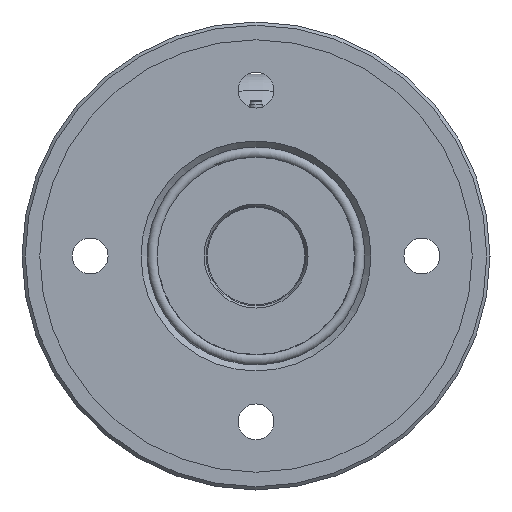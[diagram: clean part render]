
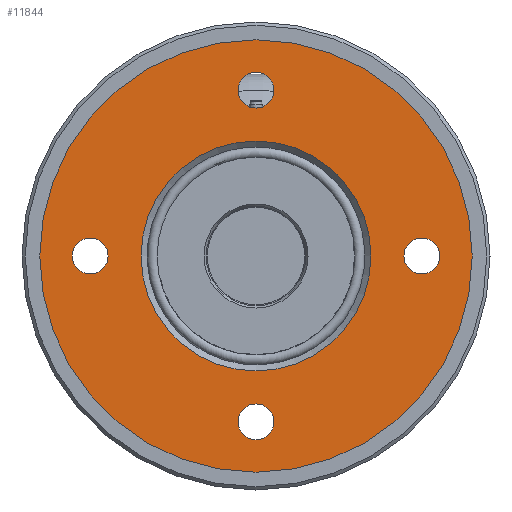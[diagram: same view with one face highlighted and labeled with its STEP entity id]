
A CAD part, left-side view. The second image highlights one B-rep face of the part: STEP entity #11844.
In plain terms, the highlighted planar face has unit normal (-1, 0, 0).
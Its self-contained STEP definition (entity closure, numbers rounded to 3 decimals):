
#967=FACE_BOUND('',#3644,.T.);
#968=FACE_BOUND('',#3645,.T.);
#969=FACE_BOUND('',#3646,.T.);
#970=FACE_BOUND('',#3647,.T.);
#971=FACE_BOUND('',#3648,.T.);
#1141=PLANE('',#12787);
#2903=FACE_OUTER_BOUND('',#3643,.T.);
#3643=EDGE_LOOP('',(#8816,#8817));
#3644=EDGE_LOOP('',(#8818,#8819));
#3645=EDGE_LOOP('',(#8820,#8821));
#3646=EDGE_LOOP('',(#8822,#8823));
#3647=EDGE_LOOP('',(#8824,#8825));
#3648=EDGE_LOOP('',(#8826,#8827));
#4413=CIRCLE('',#12788,105.6);
#4414=CIRCLE('',#12789,105.6);
#4415=CIRCLE('',#12790,56.172);
#4416=CIRCLE('',#12791,56.172);
#4417=CIRCLE('',#12792,8.75);
#4418=CIRCLE('',#12793,8.75);
#4419=CIRCLE('',#12794,8.75);
#4420=CIRCLE('',#12795,8.75);
#4421=CIRCLE('',#12796,8.75);
#4422=CIRCLE('',#12797,8.75);
#4423=CIRCLE('',#12798,8.75);
#4424=CIRCLE('',#12799,8.75);
#5069=VERTEX_POINT('',#19188);
#5070=VERTEX_POINT('',#19189);
#5071=VERTEX_POINT('',#19192);
#5072=VERTEX_POINT('',#19193);
#5073=VERTEX_POINT('',#19196);
#5074=VERTEX_POINT('',#19197);
#5075=VERTEX_POINT('',#19200);
#5076=VERTEX_POINT('',#19201);
#5077=VERTEX_POINT('',#19204);
#5078=VERTEX_POINT('',#19205);
#5079=VERTEX_POINT('',#19208);
#5080=VERTEX_POINT('',#19209);
#6457=EDGE_CURVE('',#5069,#5070,#4413,.T.);
#6458=EDGE_CURVE('',#5070,#5069,#4414,.T.);
#6459=EDGE_CURVE('',#5071,#5072,#4415,.T.);
#6460=EDGE_CURVE('',#5072,#5071,#4416,.T.);
#6461=EDGE_CURVE('',#5073,#5074,#4417,.T.);
#6462=EDGE_CURVE('',#5074,#5073,#4418,.T.);
#6463=EDGE_CURVE('',#5075,#5076,#4419,.T.);
#6464=EDGE_CURVE('',#5076,#5075,#4420,.T.);
#6465=EDGE_CURVE('',#5077,#5078,#4421,.T.);
#6466=EDGE_CURVE('',#5078,#5077,#4422,.T.);
#6467=EDGE_CURVE('',#5079,#5080,#4423,.T.);
#6468=EDGE_CURVE('',#5080,#5079,#4424,.T.);
#8816=ORIENTED_EDGE('',*,*,#6457,.T.);
#8817=ORIENTED_EDGE('',*,*,#6458,.T.);
#8818=ORIENTED_EDGE('',*,*,#6459,.T.);
#8819=ORIENTED_EDGE('',*,*,#6460,.T.);
#8820=ORIENTED_EDGE('',*,*,#6461,.T.);
#8821=ORIENTED_EDGE('',*,*,#6462,.T.);
#8822=ORIENTED_EDGE('',*,*,#6463,.T.);
#8823=ORIENTED_EDGE('',*,*,#6464,.T.);
#8824=ORIENTED_EDGE('',*,*,#6465,.T.);
#8825=ORIENTED_EDGE('',*,*,#6466,.T.);
#8826=ORIENTED_EDGE('',*,*,#6467,.T.);
#8827=ORIENTED_EDGE('',*,*,#6468,.T.);
#11844=ADVANCED_FACE('',(#2903,#967,#968,#969,#970,#971),#1141,.T.);
#12787=AXIS2_PLACEMENT_3D('',#19187,#14698,#14699);
#12788=AXIS2_PLACEMENT_3D('',#19190,#14700,#14701);
#12789=AXIS2_PLACEMENT_3D('',#19191,#14702,#14703);
#12790=AXIS2_PLACEMENT_3D('',#19194,#14704,#14705);
#12791=AXIS2_PLACEMENT_3D('',#19195,#14706,#14707);
#12792=AXIS2_PLACEMENT_3D('',#19198,#14708,#14709);
#12793=AXIS2_PLACEMENT_3D('',#19199,#14710,#14711);
#12794=AXIS2_PLACEMENT_3D('',#19202,#14712,#14713);
#12795=AXIS2_PLACEMENT_3D('',#19203,#14714,#14715);
#12796=AXIS2_PLACEMENT_3D('',#19206,#14716,#14717);
#12797=AXIS2_PLACEMENT_3D('',#19207,#14718,#14719);
#12798=AXIS2_PLACEMENT_3D('',#19210,#14720,#14721);
#12799=AXIS2_PLACEMENT_3D('',#19211,#14722,#14723);
#14698=DIRECTION('center_axis',(-1.,0.,0.));
#14699=DIRECTION('ref_axis',(0.,-1.,0.));
#14700=DIRECTION('center_axis',(-1.,0.,0.));
#14701=DIRECTION('ref_axis',(0.,-1.,0.));
#14702=DIRECTION('center_axis',(-1.,0.,0.));
#14703=DIRECTION('ref_axis',(0.,-1.,0.));
#14704=DIRECTION('center_axis',(1.,0.,0.));
#14705=DIRECTION('ref_axis',(0.,0.,1.));
#14706=DIRECTION('center_axis',(1.,0.,0.));
#14707=DIRECTION('ref_axis',(0.,0.,1.));
#14708=DIRECTION('center_axis',(1.,0.,0.));
#14709=DIRECTION('ref_axis',(0.,0.,1.));
#14710=DIRECTION('center_axis',(1.,0.,0.));
#14711=DIRECTION('ref_axis',(0.,0.,1.));
#14712=DIRECTION('center_axis',(1.,0.,0.));
#14713=DIRECTION('ref_axis',(0.,0.,1.));
#14714=DIRECTION('center_axis',(1.,0.,0.));
#14715=DIRECTION('ref_axis',(0.,0.,1.));
#14716=DIRECTION('center_axis',(1.,0.,0.));
#14717=DIRECTION('ref_axis',(0.,0.,1.));
#14718=DIRECTION('center_axis',(1.,0.,0.));
#14719=DIRECTION('ref_axis',(0.,0.,1.));
#14720=DIRECTION('center_axis',(1.,0.,0.));
#14721=DIRECTION('ref_axis',(0.,0.,1.));
#14722=DIRECTION('center_axis',(1.,0.,0.));
#14723=DIRECTION('ref_axis',(0.,0.,1.));
#19187=CARTESIAN_POINT('Origin',(6.35,0.,0.));
#19188=CARTESIAN_POINT('',(6.35,-105.6,0.));
#19189=CARTESIAN_POINT('',(6.35,105.6,0.));
#19190=CARTESIAN_POINT('Origin',(6.35,0.,0.));
#19191=CARTESIAN_POINT('Origin',(6.35,0.,0.));
#19192=CARTESIAN_POINT('',(6.35,0.,56.172));
#19193=CARTESIAN_POINT('',(6.35,0.,-56.172));
#19194=CARTESIAN_POINT('Origin',(6.35,0.,0.));
#19195=CARTESIAN_POINT('Origin',(6.35,0.,0.));
#19196=CARTESIAN_POINT('',(6.35,0.,-72.25));
#19197=CARTESIAN_POINT('',(6.35,0.,-89.75));
#19198=CARTESIAN_POINT('Origin',(6.35,0.,-81.));
#19199=CARTESIAN_POINT('Origin',(6.35,0.,-81.));
#19200=CARTESIAN_POINT('',(6.35,0.,89.75));
#19201=CARTESIAN_POINT('',(6.35,0.,72.25));
#19202=CARTESIAN_POINT('Origin',(6.35,0.,81.));
#19203=CARTESIAN_POINT('Origin',(6.35,0.,81.));
#19204=CARTESIAN_POINT('',(6.35,81.,8.75));
#19205=CARTESIAN_POINT('',(6.35,81.,-8.75));
#19206=CARTESIAN_POINT('Origin',(6.35,81.,0.));
#19207=CARTESIAN_POINT('Origin',(6.35,81.,0.));
#19208=CARTESIAN_POINT('',(6.35,-81.,8.75));
#19209=CARTESIAN_POINT('',(6.35,-81.,-8.75));
#19210=CARTESIAN_POINT('Origin',(6.35,-81.,0.));
#19211=CARTESIAN_POINT('Origin',(6.35,-81.,0.));
